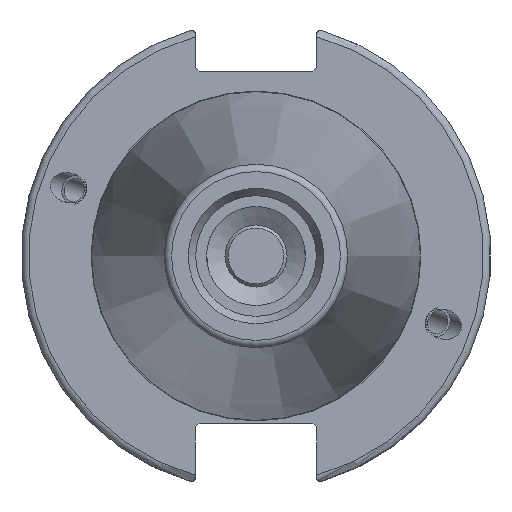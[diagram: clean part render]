
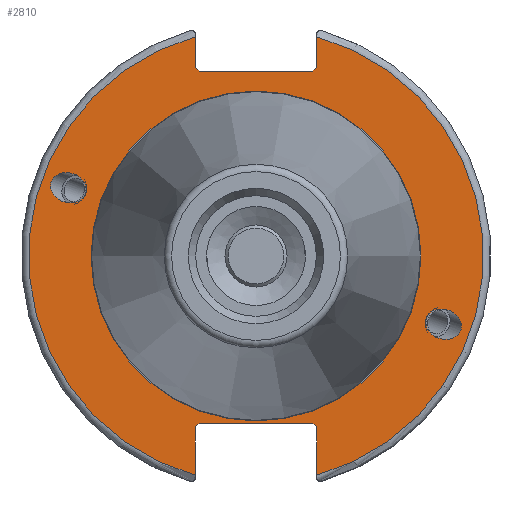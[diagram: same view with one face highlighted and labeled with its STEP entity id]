
A CAD part, left-side view. The second image highlights one B-rep face of the part: STEP entity #2810.
In plain terms, the highlighted planar face has unit normal (-1, 0, 0).
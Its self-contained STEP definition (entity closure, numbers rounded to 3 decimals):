
#489=ELLIPSE('',#3127,2.442,2.);
#498=ELLIPSE('',#3170,2.442,2.);
#597=FACE_BOUND('',#943,.T.);
#598=FACE_BOUND('',#944,.T.);
#599=FACE_BOUND('',#945,.T.);
#658=CIRCLE('',#3174,22.3);
#660=CIRCLE('',#3177,30.75);
#661=CIRCLE('',#3178,30.75);
#790=FACE_OUTER_BOUND('',#942,.T.);
#942=EDGE_LOOP('',(#2228,#2229,#2230,#2231,#2232,#2233,#2234,#2235,#2236,
#2237,#2238,#2239));
#943=EDGE_LOOP('',(#2240));
#944=EDGE_LOOP('',(#2241));
#945=EDGE_LOOP('',(#2242));
#1103=LINE('',#4751,#1271);
#1104=LINE('',#4753,#1272);
#1105=LINE('',#4755,#1273);
#1106=LINE('',#4757,#1274);
#1107=LINE('',#4759,#1275);
#1108=LINE('',#4763,#1276);
#1109=LINE('',#4765,#1277);
#1110=LINE('',#4767,#1278);
#1111=LINE('',#4769,#1279);
#1112=LINE('',#4770,#1280);
#1271=VECTOR('',#3695,10.);
#1272=VECTOR('',#3696,10.);
#1273=VECTOR('',#3697,10.);
#1274=VECTOR('',#3698,10.);
#1275=VECTOR('',#3699,10.);
#1276=VECTOR('',#3702,10.);
#1277=VECTOR('',#3703,10.);
#1278=VECTOR('',#3704,10.);
#1279=VECTOR('',#3705,10.);
#1280=VECTOR('',#3706,10.);
#1443=VERTEX_POINT('',#4552);
#1483=VERTEX_POINT('',#4735);
#1486=VERTEX_POINT('',#4742);
#1487=VERTEX_POINT('',#4747);
#1488=VERTEX_POINT('',#4748);
#1489=VERTEX_POINT('',#4750);
#1490=VERTEX_POINT('',#4752);
#1491=VERTEX_POINT('',#4754);
#1492=VERTEX_POINT('',#4756);
#1493=VERTEX_POINT('',#4758);
#1494=VERTEX_POINT('',#4760);
#1495=VERTEX_POINT('',#4762);
#1496=VERTEX_POINT('',#4764);
#1497=VERTEX_POINT('',#4766);
#1498=VERTEX_POINT('',#4768);
#1703=EDGE_CURVE('',#1443,#1443,#489,.T.);
#1759=EDGE_CURVE('',#1483,#1483,#498,.T.);
#1762=EDGE_CURVE('',#1486,#1486,#658,.T.);
#1764=EDGE_CURVE('',#1487,#1488,#660,.T.);
#1765=EDGE_CURVE('',#1487,#1489,#1103,.T.);
#1766=EDGE_CURVE('',#1490,#1489,#1104,.T.);
#1767=EDGE_CURVE('',#1490,#1491,#1105,.T.);
#1768=EDGE_CURVE('',#1492,#1491,#1106,.T.);
#1769=EDGE_CURVE('',#1492,#1493,#1107,.T.);
#1770=EDGE_CURVE('',#1494,#1493,#661,.T.);
#1771=EDGE_CURVE('',#1494,#1495,#1108,.T.);
#1772=EDGE_CURVE('',#1496,#1495,#1109,.T.);
#1773=EDGE_CURVE('',#1496,#1497,#1110,.T.);
#1774=EDGE_CURVE('',#1498,#1497,#1111,.T.);
#1775=EDGE_CURVE('',#1498,#1488,#1112,.T.);
#2228=ORIENTED_EDGE('',*,*,#1764,.F.);
#2229=ORIENTED_EDGE('',*,*,#1765,.T.);
#2230=ORIENTED_EDGE('',*,*,#1766,.F.);
#2231=ORIENTED_EDGE('',*,*,#1767,.T.);
#2232=ORIENTED_EDGE('',*,*,#1768,.F.);
#2233=ORIENTED_EDGE('',*,*,#1769,.T.);
#2234=ORIENTED_EDGE('',*,*,#1770,.F.);
#2235=ORIENTED_EDGE('',*,*,#1771,.T.);
#2236=ORIENTED_EDGE('',*,*,#1772,.F.);
#2237=ORIENTED_EDGE('',*,*,#1773,.T.);
#2238=ORIENTED_EDGE('',*,*,#1774,.F.);
#2239=ORIENTED_EDGE('',*,*,#1775,.T.);
#2240=ORIENTED_EDGE('',*,*,#1703,.T.);
#2241=ORIENTED_EDGE('',*,*,#1759,.T.);
#2242=ORIENTED_EDGE('',*,*,#1762,.F.);
#2706=PLANE('',#3176);
#2810=ADVANCED_FACE('',(#790,#597,#598,#599),#2706,.T.);
#3127=AXIS2_PLACEMENT_3D('',#4554,#3576,#3577);
#3170=AXIS2_PLACEMENT_3D('',#4737,#3679,#3680);
#3174=AXIS2_PLACEMENT_3D('',#4744,#3687,#3688);
#3176=AXIS2_PLACEMENT_3D('',#4746,#3691,#3692);
#3177=AXIS2_PLACEMENT_3D('',#4749,#3693,#3694);
#3178=AXIS2_PLACEMENT_3D('',#4761,#3700,#3701);
#3576=DIRECTION('center_axis',(1.,0.,0.));
#3577=DIRECTION('ref_axis',(0.,-0.94,-0.342));
#3679=DIRECTION('center_axis',(1.,0.,0.));
#3680=DIRECTION('ref_axis',(0.,0.94,0.342));
#3687=DIRECTION('center_axis',(-1.,0.,0.));
#3688=DIRECTION('ref_axis',(0.,-1.,0.));
#3691=DIRECTION('center_axis',(-1.,0.,0.));
#3692=DIRECTION('ref_axis',(0.,0.,1.));
#3693=DIRECTION('center_axis',(1.,0.,0.));
#3694=DIRECTION('ref_axis',(0.,-1.,0.));
#3695=DIRECTION('',(0.,0.,-1.));
#3696=DIRECTION('',(0.,-0.707,0.707));
#3697=DIRECTION('',(0.,1.,0.));
#3698=DIRECTION('',(0.,-0.707,-0.707));
#3699=DIRECTION('',(0.,0.,1.));
#3700=DIRECTION('center_axis',(1.,0.,0.));
#3701=DIRECTION('ref_axis',(0.,1.,0.));
#3702=DIRECTION('',(0.,0.,1.));
#3703=DIRECTION('',(0.,0.707,-0.707));
#3704=DIRECTION('',(0.,-1.,0.));
#3705=DIRECTION('',(0.,0.707,0.707));
#3706=DIRECTION('',(0.,0.,-1.));
#4552=CARTESIAN_POINT('',(3.175,-23.077,-8.399));
#4554=CARTESIAN_POINT('Origin',(3.175,-25.372,-9.235));
#4735=CARTESIAN_POINT('',(3.175,23.077,8.399));
#4737=CARTESIAN_POINT('Origin',(3.175,25.372,9.235));
#4742=CARTESIAN_POINT('',(3.175,0.,22.3));
#4744=CARTESIAN_POINT('Origin',(3.175,0.,0.));
#4746=CARTESIAN_POINT('Origin',(3.175,31.75,0.));
#4747=CARTESIAN_POINT('',(3.175,-8.19,29.639));
#4748=CARTESIAN_POINT('',(3.175,-8.19,-29.639));
#4749=CARTESIAN_POINT('Origin',(3.175,0.,0.));
#4750=CARTESIAN_POINT('',(3.175,-8.19,25.5));
#4751=CARTESIAN_POINT('',(3.175,-8.19,12.5));
#4752=CARTESIAN_POINT('',(3.175,-7.69,25.));
#4753=CARTESIAN_POINT('',(3.175,8.295,9.015));
#4754=CARTESIAN_POINT('',(3.175,7.69,25.));
#4755=CARTESIAN_POINT('',(3.175,15.875,25.));
#4756=CARTESIAN_POINT('',(3.175,8.19,25.5));
#4757=CARTESIAN_POINT('',(3.175,7.58,24.89));
#4758=CARTESIAN_POINT('',(3.175,8.19,29.639));
#4759=CARTESIAN_POINT('',(3.175,8.19,12.5));
#4760=CARTESIAN_POINT('',(3.175,8.19,-29.639));
#4761=CARTESIAN_POINT('Origin',(3.175,0.,0.));
#4762=CARTESIAN_POINT('',(3.175,8.19,-23.1));
#4763=CARTESIAN_POINT('',(3.175,8.19,-11.3));
#4764=CARTESIAN_POINT('',(3.175,7.69,-22.6));
#4765=CARTESIAN_POINT('',(3.175,8.18,-23.09));
#4766=CARTESIAN_POINT('',(3.175,-7.69,-22.6));
#4767=CARTESIAN_POINT('',(3.175,15.875,-22.6));
#4768=CARTESIAN_POINT('',(3.175,-8.19,-23.1));
#4769=CARTESIAN_POINT('',(3.175,7.695,-7.215));
#4770=CARTESIAN_POINT('',(3.175,-8.19,-11.3));
